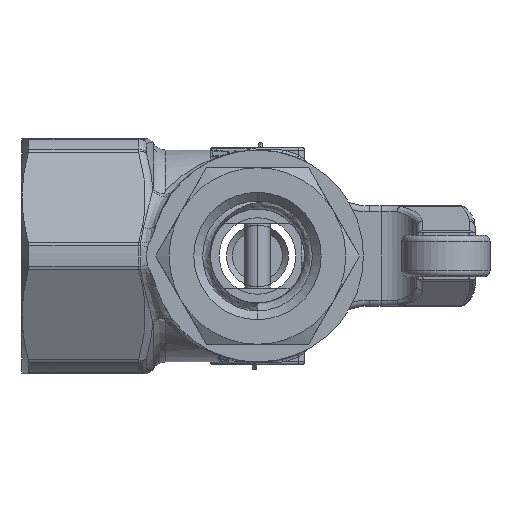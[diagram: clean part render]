
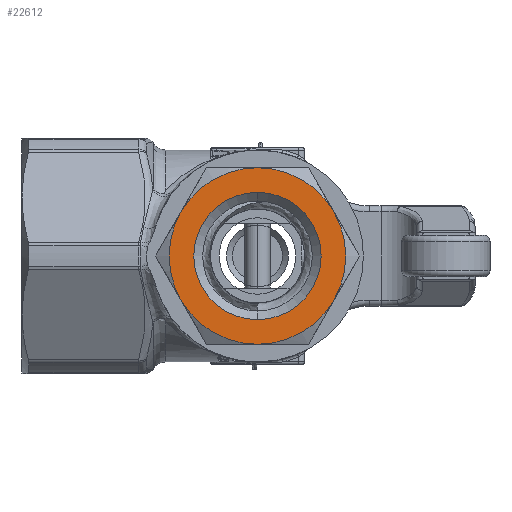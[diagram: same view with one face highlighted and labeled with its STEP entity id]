
A CAD part, front view. The second image highlights one B-rep face of the part: STEP entity #22612.
In plain terms, the highlighted planar face has unit normal (0, -1, 0).
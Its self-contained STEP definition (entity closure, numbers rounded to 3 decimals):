
#107 = CIRCLE ( 'NONE', #16883, 15. ) ;
#500 = CARTESIAN_POINT ( 'NONE',  ( 0., -8., 0. ) ) ;
#512 = PLANE ( 'NONE',  #11222 ) ;
#1565 = AXIS2_PLACEMENT_3D ( 'NONE', #500, #31456, #6378 ) ;
#2956 = DIRECTION ( 'NONE',  ( 0., 0., -1. ) ) ;
#3605 = DIRECTION ( 'NONE',  ( 0., 0., -1. ) ) ;
#3787 = ORIENTED_EDGE ( 'NONE', *, *, #16828, .T. ) ;
#4680 = EDGE_CURVE ( 'NONE', #23513, #40375, #31619, .T. ) ;
#4902 = DIRECTION ( 'NONE',  ( 0., 0., 1. ) ) ;
#4942 = AXIS2_PLACEMENT_3D ( 'NONE', #33760, #40357, #2956 ) ;
#5032 = DIRECTION ( 'NONE',  ( 0., 1., 0. ) ) ;
#5484 = VERTEX_POINT ( 'NONE', #21227 ) ;
#5522 = ORIENTED_EDGE ( 'NONE', *, *, #15481, .F. ) ;
#5526 = EDGE_LOOP ( 'NONE', ( #33390, #3787 ) ) ;
#5749 = AXIS2_PLACEMENT_3D ( 'NONE', #6574, #22537, #19539 ) ;
#5956 = CARTESIAN_POINT ( 'NONE',  ( 0., -8., 10.815 ) ) ;
#6014 = VERTEX_POINT ( 'NONE', #16401 ) ;
#6378 = DIRECTION ( 'NONE',  ( 0., 0., -1. ) ) ;
#6574 = CARTESIAN_POINT ( 'NONE',  ( 0., -8., 0. ) ) ;
#6591 = VERTEX_POINT ( 'NONE', #19931 ) ;
#7688 = ORIENTED_EDGE ( 'NONE', *, *, #4680, .F. ) ;
#7755 = CIRCLE ( 'NONE', #5749, 15. ) ;
#10219 = CARTESIAN_POINT ( 'NONE',  ( 0., -8., -15. ) ) ;
#10527 = FACE_BOUND ( 'NONE', #5526, .T. ) ;
#11029 = CARTESIAN_POINT ( 'NONE',  ( -25.981, -8., 15. ) ) ;
#11222 = AXIS2_PLACEMENT_3D ( 'NONE', #11029, #20288, #20014 ) ;
#12044 = EDGE_CURVE ( 'NONE', #5484, #6591, #17816, .T. ) ;
#14090 = CARTESIAN_POINT ( 'NONE',  ( 0., -8., 0. ) ) ;
#14447 = AXIS2_PLACEMENT_3D ( 'NONE', #14090, #39028, #23498 ) ;
#14458 = VERTEX_POINT ( 'NONE', #34939 ) ;
#14900 = FACE_OUTER_BOUND ( 'NONE', #30408, .T. ) ;
#15481 = EDGE_CURVE ( 'NONE', #14458, #5484, #107, .T. ) ;
#16401 = CARTESIAN_POINT ( 'NONE',  ( 12.99, -8., 7.5 ) ) ;
#16828 = EDGE_CURVE ( 'NONE', #35569, #30794, #23858, .T. ) ;
#16883 = AXIS2_PLACEMENT_3D ( 'NONE', #19147, #28579, #3605 ) ;
#17816 = CIRCLE ( 'NONE', #29614, 15. ) ;
#18684 = ORIENTED_EDGE ( 'NONE', *, *, #28843, .F. ) ;
#19147 = CARTESIAN_POINT ( 'NONE',  ( 0., -8., 0. ) ) ;
#19539 = DIRECTION ( 'NONE',  ( 0., 0., -1. ) ) ;
#19931 = CARTESIAN_POINT ( 'NONE',  ( 0., -8., 15. ) ) ;
#20014 = DIRECTION ( 'NONE',  ( 0., 0., -1. ) ) ;
#20288 = DIRECTION ( 'NONE',  ( 0., -1., 0. ) ) ;
#20634 = ORIENTED_EDGE ( 'NONE', *, *, #35922, .F. ) ;
#20740 = CARTESIAN_POINT ( 'NONE',  ( 0., -8., 0. ) ) ;
#21227 = CARTESIAN_POINT ( 'NONE',  ( -12.99, -8., 7.5 ) ) ;
#21843 = CARTESIAN_POINT ( 'NONE',  ( 0., -8., -10.815 ) ) ;
#22537 = DIRECTION ( 'NONE',  ( 0., 1., 0. ) ) ;
#22612 = ADVANCED_FACE ( 'NONE', ( #10527, #14900 ), #512, .T. ) ;
#23149 = CARTESIAN_POINT ( 'NONE',  ( 0., -8., 0. ) ) ;
#23498 = DIRECTION ( 'NONE',  ( 0., 0., -1. ) ) ;
#23513 = VERTEX_POINT ( 'NONE', #33552 ) ;
#23858 = CIRCLE ( 'NONE', #4942, 10.815 ) ;
#26462 = CARTESIAN_POINT ( 'NONE',  ( 0., -8., 0. ) ) ;
#26695 = DIRECTION ( 'NONE',  ( 0., 1., 0. ) ) ;
#28579 = DIRECTION ( 'NONE',  ( 0., 1., 0. ) ) ;
#28843 = EDGE_CURVE ( 'NONE', #6014, #23513, #7755, .T. ) ;
#29614 = AXIS2_PLACEMENT_3D ( 'NONE', #20740, #32862, #30138 ) ;
#30138 = DIRECTION ( 'NONE',  ( 0., 0., -1. ) ) ;
#30408 = EDGE_LOOP ( 'NONE', ( #20634, #7688, #18684, #32954, #34641, #5522 ) ) ;
#30794 = VERTEX_POINT ( 'NONE', #21843 ) ;
#31287 = CIRCLE ( 'NONE', #1565, 10.815 ) ;
#31456 = DIRECTION ( 'NONE',  ( 0., 1., 0. ) ) ;
#31619 = CIRCLE ( 'NONE', #14447, 15. ) ;
#31749 = AXIS2_PLACEMENT_3D ( 'NONE', #26462, #5032, #4902 ) ;
#32349 = EDGE_CURVE ( 'NONE', #6591, #6014, #33359, .T. ) ;
#32404 = AXIS2_PLACEMENT_3D ( 'NONE', #23149, #26695, #38957 ) ;
#32862 = DIRECTION ( 'NONE',  ( 0., 1., 0. ) ) ;
#32954 = ORIENTED_EDGE ( 'NONE', *, *, #32349, .F. ) ;
#33359 = CIRCLE ( 'NONE', #31749, 15. ) ;
#33390 = ORIENTED_EDGE ( 'NONE', *, *, #35667, .T. ) ;
#33552 = CARTESIAN_POINT ( 'NONE',  ( 12.99, -8., -7.5 ) ) ;
#33760 = CARTESIAN_POINT ( 'NONE',  ( 0., -8., 0. ) ) ;
#34641 = ORIENTED_EDGE ( 'NONE', *, *, #12044, .F. ) ;
#34939 = CARTESIAN_POINT ( 'NONE',  ( -12.99, -8., -7.5 ) ) ;
#35569 = VERTEX_POINT ( 'NONE', #5956 ) ;
#35667 = EDGE_CURVE ( 'NONE', #30794, #35569, #31287, .T. ) ;
#35922 = EDGE_CURVE ( 'NONE', #40375, #14458, #36129, .T. ) ;
#36129 = CIRCLE ( 'NONE', #32404, 15. ) ;
#38957 = DIRECTION ( 'NONE',  ( 0., 0., -1. ) ) ;
#39028 = DIRECTION ( 'NONE',  ( 0., 1., 0. ) ) ;
#40357 = DIRECTION ( 'NONE',  ( 0., 1., 0. ) ) ;
#40375 = VERTEX_POINT ( 'NONE', #10219 ) ;
